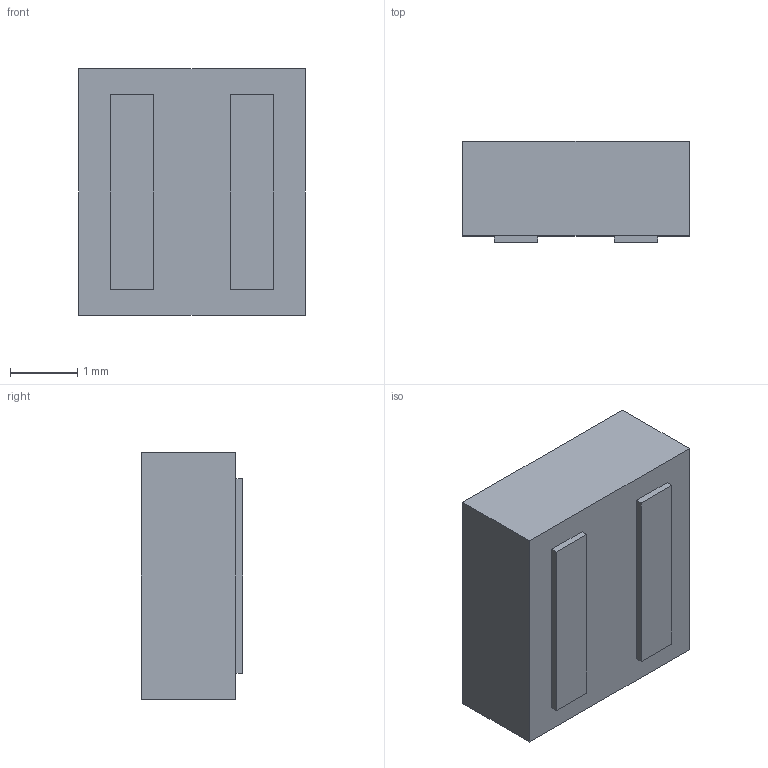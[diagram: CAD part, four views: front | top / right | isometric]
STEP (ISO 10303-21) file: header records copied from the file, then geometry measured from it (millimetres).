
FILE_DESCRIPTION (( 'STEP AP214' ), '1' );
FILE_NAME ('Coilcraft-XEL3515.STEP', '2019-02-13T17:30:27', ( '' ), ( '' ), 'SwSTEP 2.0', 'SolidWorks 2019', '' );
FILE_SCHEMA (( 'AUTOMOTIVE_DESIGN' ));
Length unit declared in the file: millimetre
Products named in the file (1): Coilcraft-XEL3515
Bounding box: 3.35 x 1.5 x 3.65 mm (x, y, z)
Volume: 17.5 mm3; surface area: 45.5 mm2
Topology: 1 solids, 1 shells, 21 faces, 99 edges, 87 vertices
Faces by surface type: plane 21
Entity records: 1513 total; most frequent: CARTESIAN_POINT 635, ORIENTED_EDGE 198, EDGE_CURVE 99, VERTEX_POINT 87, DIRECTION 80, B_SPLINE_CURVE_WITH_KNOTS 63, VECTOR 36, LINE 36
